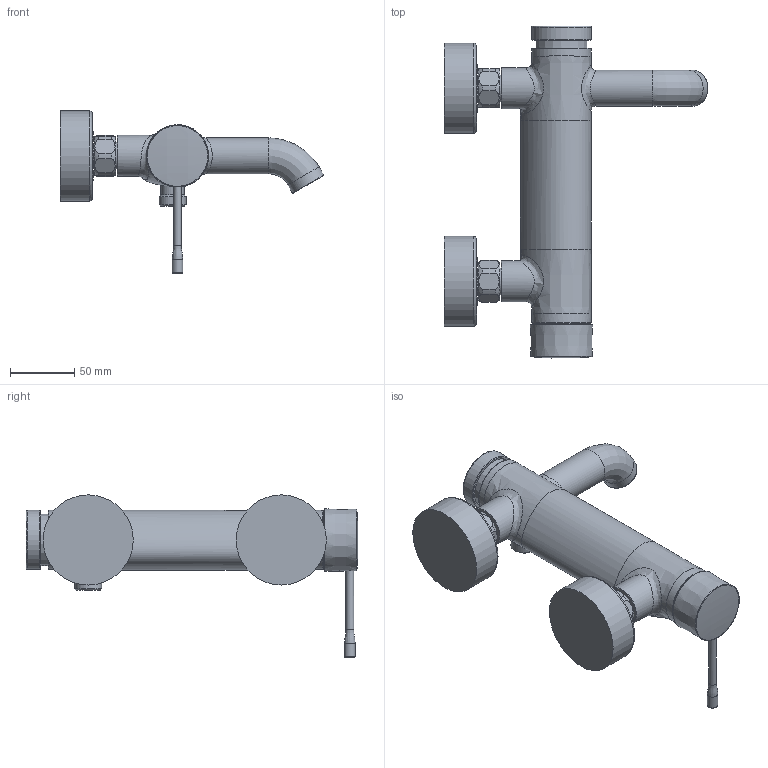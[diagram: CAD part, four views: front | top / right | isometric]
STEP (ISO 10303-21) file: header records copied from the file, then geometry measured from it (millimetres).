
FILE_DESCRIPTION(/* description */ ('Unknown'),/* implementation_level */ '2;1');
FILE_NAME(/* name */ '33624001',/* time_stamp */ '2022-09-01T13:10:04+02:00',/* author */ ('Unknown'),/* organization */ ('GROHE AG'),/* preprocessor_version */ 'ST-DEVELOPER v16.7',/* originating_system */ 'DEX',/* authorisation */ $);
FILE_SCHEMA (('AUTOMOTIVE_DESIGN {1 0 10303 214 3 1 1}'));
Length unit declared in the file: millimetre
Products named in the file (4): 33624001; id11; ALIAS BREP MODEL; TRIM REGION
Assembly tree (3 placements, depth 2):
  33624001
    id11
    ALIAS BREP MODEL
    TRIM REGION
Bounding box: 204.78 x 257.84 x 126 mm (x, y, z)
Surface area: 98619.8 mm2 (no closed solid volume)
Topology: 0 solids, 18 shells, 144 faces, 486 edges, 345 vertices
Faces by surface type: cylinder 51, plane 45, bspline 24, torus 15, cone 5, sphere 4
Full cylindrical faces by diameter (mm): 5.997 x1, 6.9 x1, 8.13 x1, 18 x1, 18.5 x3, 20.96 x1, 21 x2, 28 x2, 30.4 x1, 32 x2, 46 x1, 70 x2
Entity records: 9369 total; most frequent: CARTESIAN_POINT 5401, DIRECTION 659, ORIENTED_EDGE 606, EDGE_CURVE 406, VERTEX_POINT 320, AXIS2_PLACEMENT_3D 275, EDGE_LOOP 208, FACE_BOUND 208
